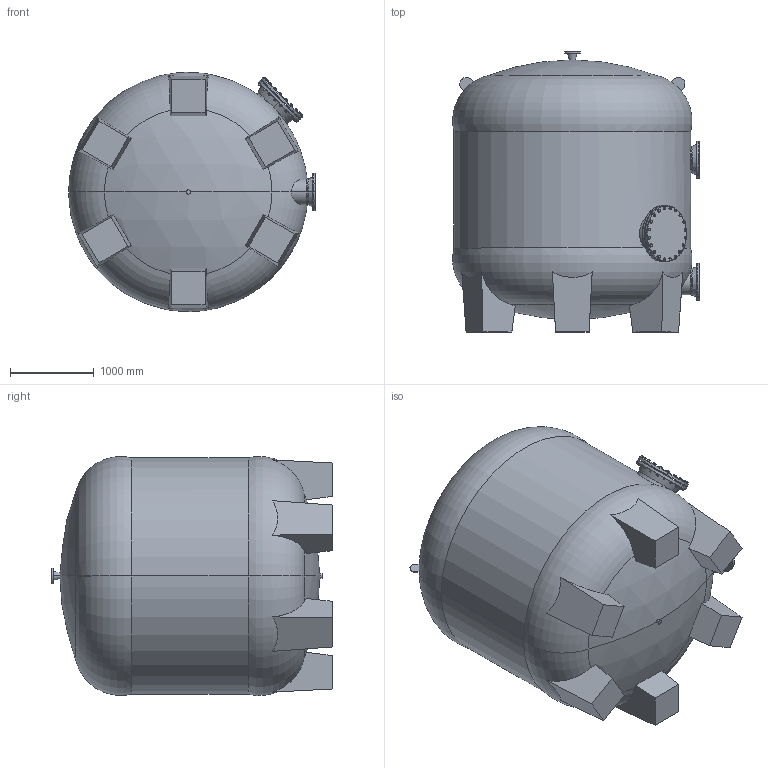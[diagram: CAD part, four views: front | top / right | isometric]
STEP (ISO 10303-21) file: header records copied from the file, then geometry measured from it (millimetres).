
FILE_DESCRIPTION (( 'STEP AP214' ), '1' );
FILE_NAME ('Ozon_reactor_280c.STEP', '2020-11-03T08:13:50', ( '' ), ( '' ), 'SwSTEP 2.0', 'SolidWorks 2019', '' );
FILE_SCHEMA (( 'AUTOMOTIVE_DESIGN' ));
Length unit declared in the file: millimetre
Products named in the file (1): Ozon_reactor_280c
Bounding box: 2945.64 x 3349.78 x 2855.97 mm (x, y, z)
Surface area: 39962323.1 mm2 (no closed solid volume)
Topology: 0 solids, 73 shells, 750 faces, 1847 edges, 1169 vertices
Faces by surface type: plane 328, cone 259, cylinder 119, torus 40, sphere 4
Entity records: 52387 total; most frequent: CARTESIAN_POINT 29757, ORIENTED_EDGE 3302, DIRECTION 1944, EDGE_CURVE 1847, B_SPLINE_CURVE_WITH_KNOTS 1589, VERTEX_POINT 1169, AXIS2_PLACEMENT_3D 935, EDGE_LOOP 815
